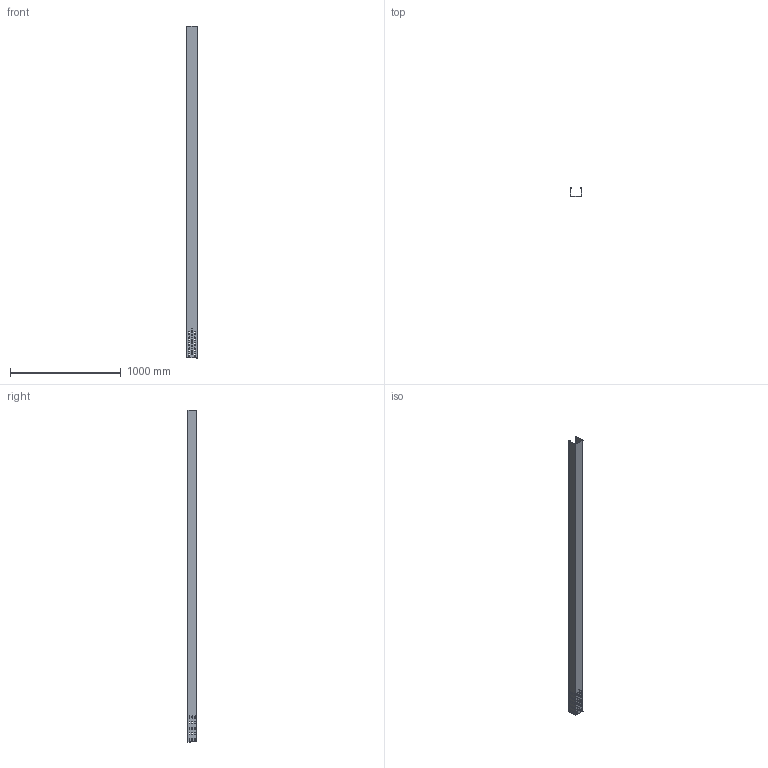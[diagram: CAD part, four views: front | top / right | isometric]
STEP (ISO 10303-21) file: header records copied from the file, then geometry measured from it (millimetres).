
FILE_DESCRIPTION (( 'STEP AP214' ), '1' );
FILE_NAME ('6057543.STEP', '2025-08-18T06:58:05', ( '' ), ( '' ), 'SwSTEP 2.0', 'SolidWorks 2024', '' );
FILE_SCHEMA (( 'AUTOMOTIVE_DESIGN' ));
Length unit declared in the file: millimetre
Products named in the file (1): 6057543
Bounding box: 100 x 85 x 3000 mm (x, y, z)
Volume: 877435.3 mm3; surface area: 1769130.3 mm2
Topology: 1 solids, 1 shells, 231 faces, 663 edges, 434 vertices
Faces by surface type: plane 120, cylinder 111
Entity records: 7790 total; most frequent: DIRECTION 1349, CARTESIAN_POINT 1329, ORIENTED_EDGE 1326, EDGE_CURVE 663, AXIS2_PLACEMENT_3D 454, LINE 441, VECTOR 441, VERTEX_POINT 434
